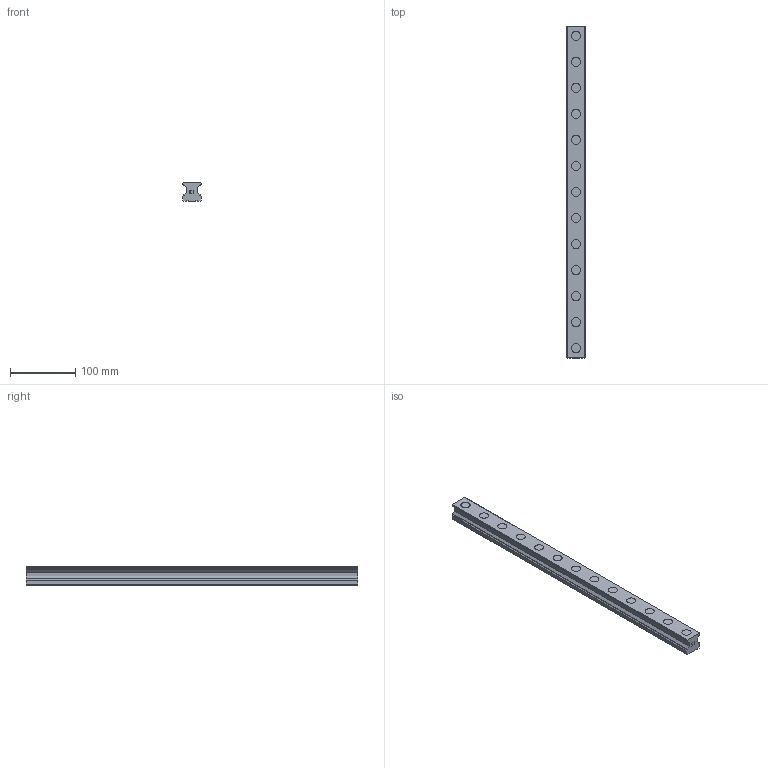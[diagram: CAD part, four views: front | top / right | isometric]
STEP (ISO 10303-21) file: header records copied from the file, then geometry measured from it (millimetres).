
FILE_DESCRIPTION(('STEP AP214'),'1');
FILE_NAME('cctmp_9AC41DDE-B369-4353-A445-7F439AB352CE_2021_03_11_12_39_31_0282..stp','2021-03-11T11:39:31',('HIWIN GmbH'),('CADClick - www.CADClick.com'),'Spatial InterOp 3D',' ','unknown authorization');
FILE_SCHEMA(('AUTOMOTIVE_DESIGN'));
Length unit declared in the file: millimetre
Products named in the file (1): RGR30R510H_FILE
Bounding box: 28 x 510 x 28 mm (x, y, z)
Volume: 292000.4 mm3; surface area: 76983.5 mm2
Topology: 1 solids, 1 shells, 232 faces, 561 edges, 374 vertices
Faces by surface type: plane 136, cylinder 96
Entity records: 8697 total; most frequent: DIRECTION 1219, CARTESIAN_POINT 1168, ORIENTED_EDGE 1122, EDGE_CURVE 561, AXIS2_PLACEMENT_3D 425, VERTEX_POINT 374, LINE 369, VECTOR 369
